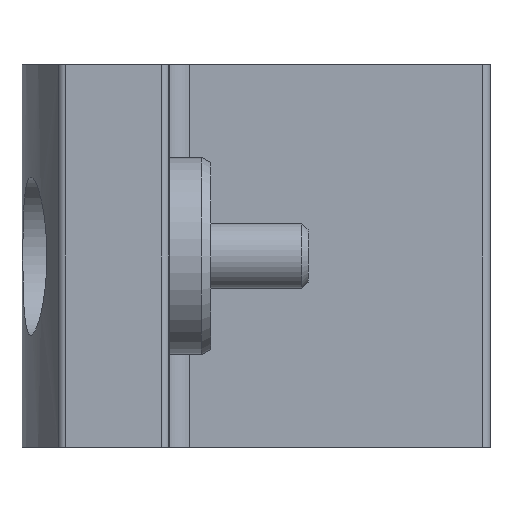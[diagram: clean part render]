
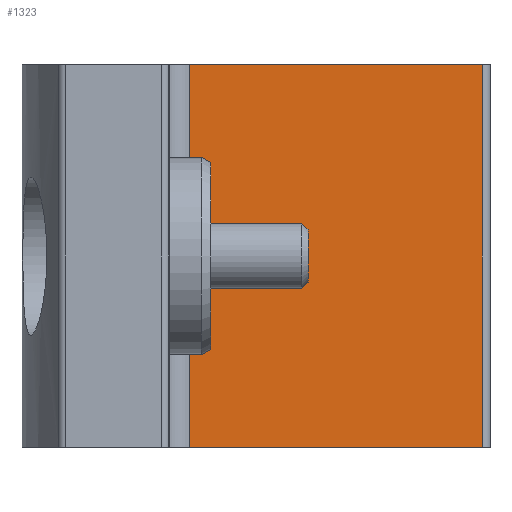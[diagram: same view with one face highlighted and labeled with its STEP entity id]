
A CAD part, left-side view. The second image highlights one B-rep face of the part: STEP entity #1323.
In plain terms, the highlighted planar face has unit normal (-1, 0, 0).
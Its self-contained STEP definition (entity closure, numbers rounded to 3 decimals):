
#242=ORIENTED_EDGE('',*,*,#586,.T.);
#243=ORIENTED_EDGE('',*,*,#587,.F.);
#244=ORIENTED_EDGE('',*,*,#588,.F.);
#245=ORIENTED_EDGE('',*,*,#584,.T.);
#584=EDGE_CURVE('',#753,#752,#865,.T.);
#586=EDGE_CURVE('',#752,#754,#866,.T.);
#587=EDGE_CURVE('',#755,#754,#867,.T.);
#588=EDGE_CURVE('',#753,#755,#868,.T.);
#752=VERTEX_POINT('',#2184);
#753=VERTEX_POINT('',#2186);
#754=VERTEX_POINT('',#2190);
#755=VERTEX_POINT('',#2192);
#865=LINE('',#2185,#948);
#866=LINE('',#2189,#949);
#867=LINE('',#2191,#950);
#868=LINE('',#2193,#951);
#948=VECTOR('',#1693,1000.);
#949=VECTOR('',#1698,1000.);
#950=VECTOR('',#1699,1000.);
#951=VECTOR('',#1700,1000.);
#1029=EDGE_LOOP('',(#242,#243,#244,#245));
#1162=FACE_BOUND('',#1029,.T.);
#1282=PLANE('',#1468);
#1323=ADVANCED_FACE('',(#1162),#1282,.F.);
#1468=AXIS2_PLACEMENT_3D('',#2188,#1696,#1697);
#1693=DIRECTION('',(0.,0.,-1.));
#1696=DIRECTION('',(1.,0.,0.));
#1697=DIRECTION('',(0.,0.,-1.));
#1698=DIRECTION('',(0.,-1.,0.));
#1699=DIRECTION('',(0.,0.,-1.));
#1700=DIRECTION('',(0.,-1.,0.));
#2184=CARTESIAN_POINT('',(-33.,11.812,-14.5));
#2185=CARTESIAN_POINT('',(-33.,11.812,14.5));
#2186=CARTESIAN_POINT('',(-33.,11.812,14.5));
#2188=CARTESIAN_POINT('',(-33.,11.812,14.5));
#2189=CARTESIAN_POINT('',(-33.,11.812,-14.5));
#2190=CARTESIAN_POINT('',(-33.,-10.4,-14.5));
#2191=CARTESIAN_POINT('',(-33.,-10.4,14.5));
#2192=CARTESIAN_POINT('',(-33.,-10.4,14.5));
#2193=CARTESIAN_POINT('',(-33.,11.812,14.5));
